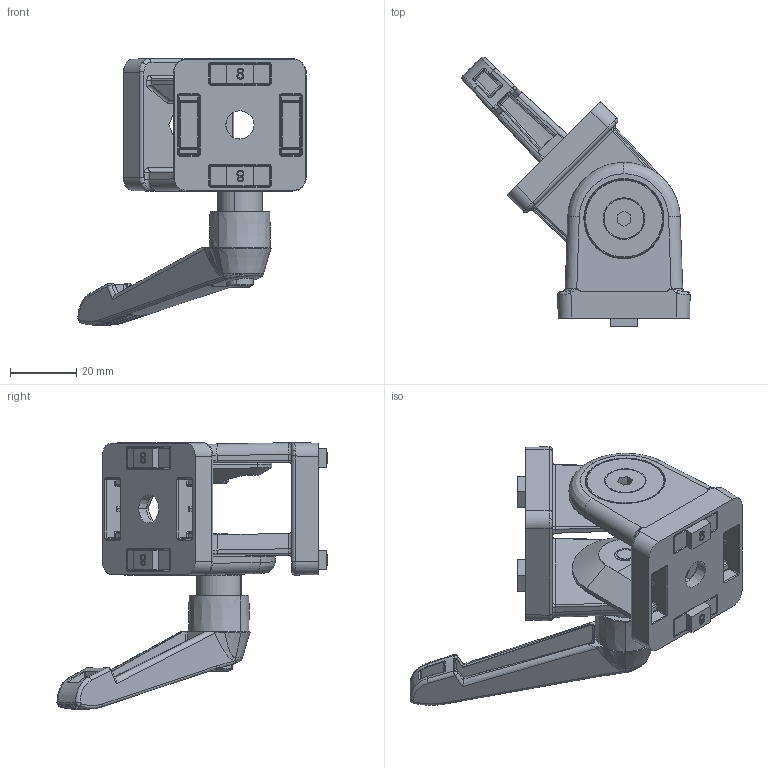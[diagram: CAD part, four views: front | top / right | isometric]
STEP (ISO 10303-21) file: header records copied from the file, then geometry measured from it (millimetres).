
FILE_DESCRIPTION (( 'STEP AP203' ), '1' );
FILE_NAME ('166390.step', '2023-10-19T17:04:32', ( '' ), ( '' ), 'SwSTEP 2.0', 'SolidWorks 2023', '' );
FILE_SCHEMA (( 'CONFIG_CONTROL_DESIGN' ));
Products named in the file (1): 166390
Bounding box: 68.91 x 81.56 x 80.54 mm (x, y, z)
Volume: 52055 mm3; surface area: 35157.5 mm2
Topology: 14 solids, 15 shells, 1713 faces, 4074 edges, 2288 vertices
Faces by surface type: cylinder 489, plane 380, bspline 375, torus 220, sphere 146, cone 103
Entity records: 63862 total; most frequent: CARTESIAN_POINT 27859, ORIENTED_EDGE 7840, DIRECTION 7099, EDGE_CURVE 3920, AXIS2_PLACEMENT_3D 2855, VERTEX_POINT 2286, EDGE_LOOP 1786, FACE_OUTER_BOUND 1713
